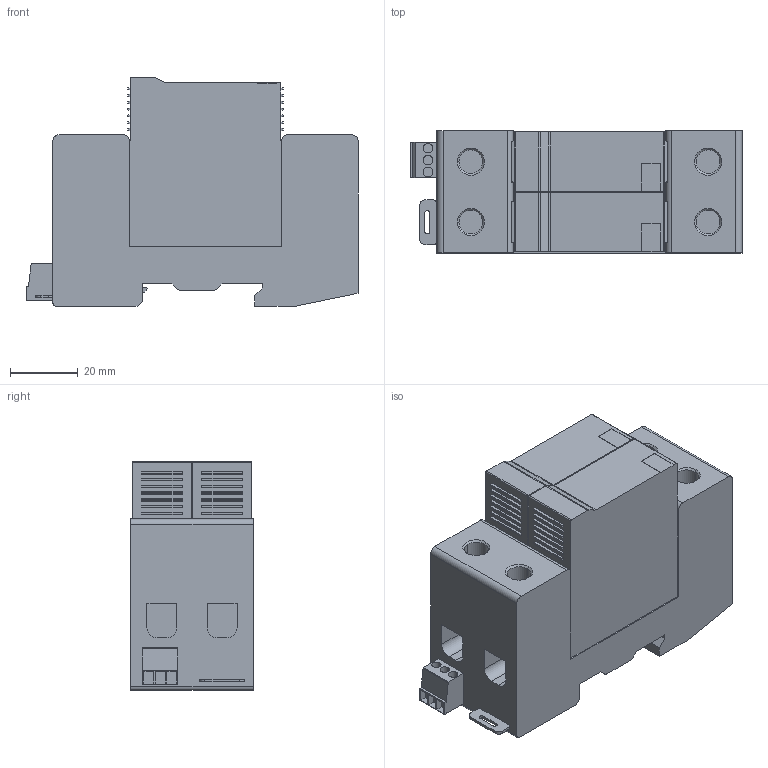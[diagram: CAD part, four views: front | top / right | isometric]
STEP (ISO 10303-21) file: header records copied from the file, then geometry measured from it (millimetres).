
FILE_DESCRIPTION(('Creo Elements/Direct Modeling STEP Export'),'2;1');
FILE_NAME('DS42S-230.stp','2017-11-24T 8:53:16',(''),(''),'Creo Elements/Direct Modeling STEP processor for AP214 (Solid Model)','Creo Elements/Direct Modeling 20.0AP0401 12-May-2017 (C) Parametric Technology GmbH','');
FILE_SCHEMA(('AUTOMOTIVE_DESIGN { 1 0 10303 214 1 1 1 1 }'));
Length unit declared in the file: millimetre
Products named in the file (1): DS42S-230
Bounding box: 97.95 x 36 x 67.4 mm (x, y, z)
Volume: 172078.6 mm3; surface area: 28267.7 mm2
Topology: 1 solids, 1 shells, 311 faces, 771 edges, 511 vertices
Faces by surface type: plane 262, cylinder 41, cone 8
Entity records: 8842 total; most frequent: ORIENTED_EDGE 1542, CARTESIAN_POINT 1533, DIRECTION 1381, EDGE_CURVE 771, VECTOR 663, LINE 663, VERTEX_POINT 511, EDGE_LOOP 362
